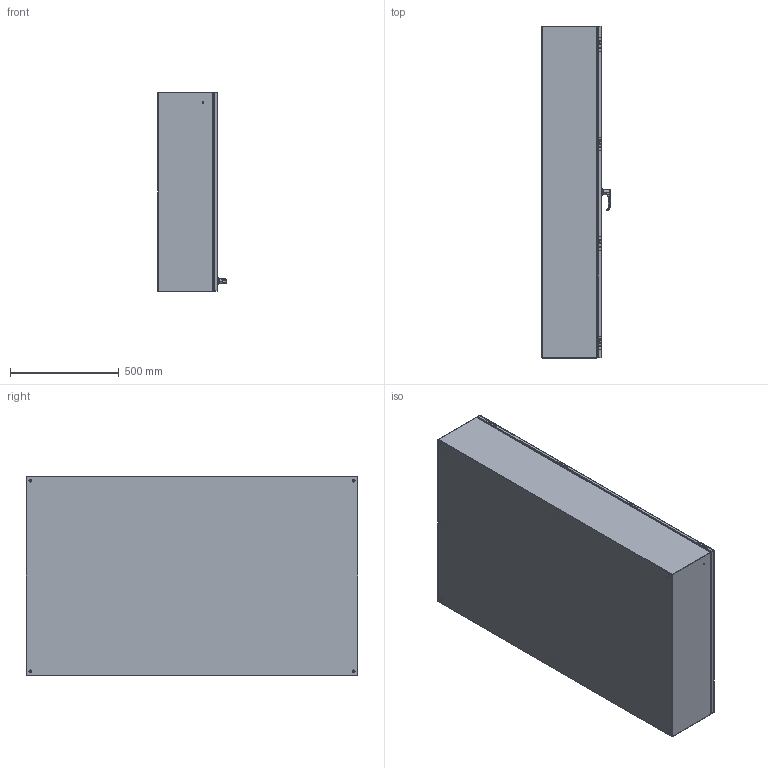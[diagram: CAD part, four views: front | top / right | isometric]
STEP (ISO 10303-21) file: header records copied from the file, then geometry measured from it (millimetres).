
FILE_DESCRIPTION (( 'STEP AP214' ), '1' );
FILE_NAME ('EN4SD603610LG.STEP', '2019-10-02T11:37:52', ( '' ), ( '' ), 'SwSTEP 2.0', 'SolidWorks 2018', '' );
FILE_SCHEMA (( 'AUTOMOTIVE_DESIGN' ));
Length unit declared in the file: inch
Products named in the file (1): EN4SD603610LG
Bounding box: 314.12 x 1524 x 914.39 mm (x, y, z)
Volume: 8597698.2 mm3; surface area: 9555884.8 mm2
Topology: 63 solids, 64 shells, 1711 faces, 4045 edges, 2520 vertices
Faces by surface type: plane 757, cylinder 632, bspline 227, torus 50, cone 45
Entity records: 111091 total; most frequent: CARTESIAN_POINT 50062, ORIENTED_EDGE 8022, DIRECTION 7575, EDGE_CURVE 4011, AXIS2_PLACEMENT_3D 2716, VERTEX_POINT 2520, VECTOR 2143, LINE 2143
